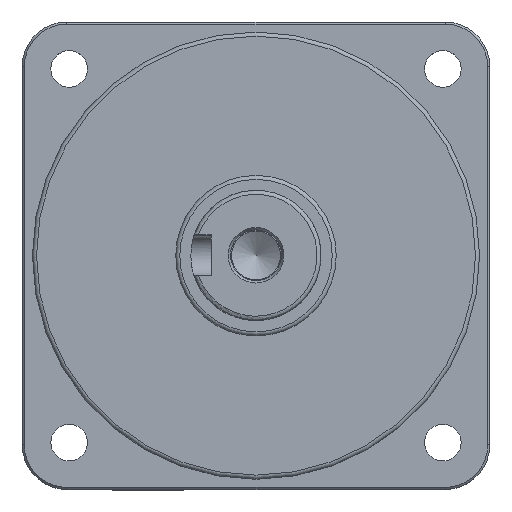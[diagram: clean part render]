
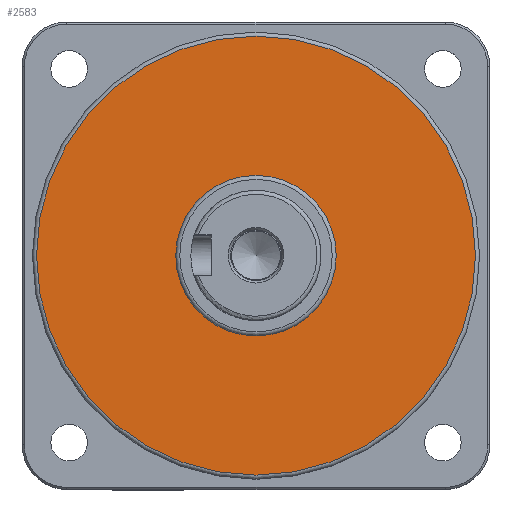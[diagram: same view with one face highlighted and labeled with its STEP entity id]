
A CAD part, top view. The second image highlights one B-rep face of the part: STEP entity #2583.
In plain terms, the highlighted planar face has unit normal (0, 0, 1).
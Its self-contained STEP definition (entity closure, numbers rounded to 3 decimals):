
#2552=CARTESIAN_POINT('',(0.,-54.,123.7));
#2553=VERTEX_POINT('',#2552);
#2554=CARTESIAN_POINT('',(0.,0.,123.7));
#2555=DIRECTION('',(0.0,0.0,-1.0));
#2556=DIRECTION('',(0.0,1.0,0.0));
#2557=AXIS2_PLACEMENT_3D('',#2554,#2555,#2556);
#2558=CIRCLE('',#2557,54.0);
#2559=EDGE_CURVE('',#2553,#2553,#2558,.T.);
#2564=CARTESIAN_POINT('',(0.,0.,123.7));
#2565=DIRECTION('',(0.0,0.0,1.0));
#2566=DIRECTION('',(0.0,1.0,0.0));
#2567=AXIS2_PLACEMENT_3D('',#2564,#2565,#2566);
#2568=PLANE('',#2567);
#2569=ORIENTED_EDGE('',*,*,#2559,.F.);
#2570=EDGE_LOOP('',(#2569));
#2571=FACE_OUTER_BOUND('',#2570,.T.);
#2572=CARTESIAN_POINT('',(0.,-19.75,123.7));
#2573=VERTEX_POINT('',#2572);
#2574=CARTESIAN_POINT('',(0.,0.,123.7));
#2575=DIRECTION('',(0.0,0.0,1.0));
#2576=DIRECTION('',(0.0,1.0,0.0));
#2577=AXIS2_PLACEMENT_3D('',#2574,#2575,#2576);
#2578=CIRCLE('',#2577,19.75);
#2579=EDGE_CURVE('',#2573,#2573,#2578,.T.);
#2580=ORIENTED_EDGE('',*,*,#2579,.F.);
#2581=EDGE_LOOP('',(#2580));
#2582=FACE_BOUND('',#2581,.T.);
#2583=ADVANCED_FACE('',(#2571,#2582),#2568,.T.);
